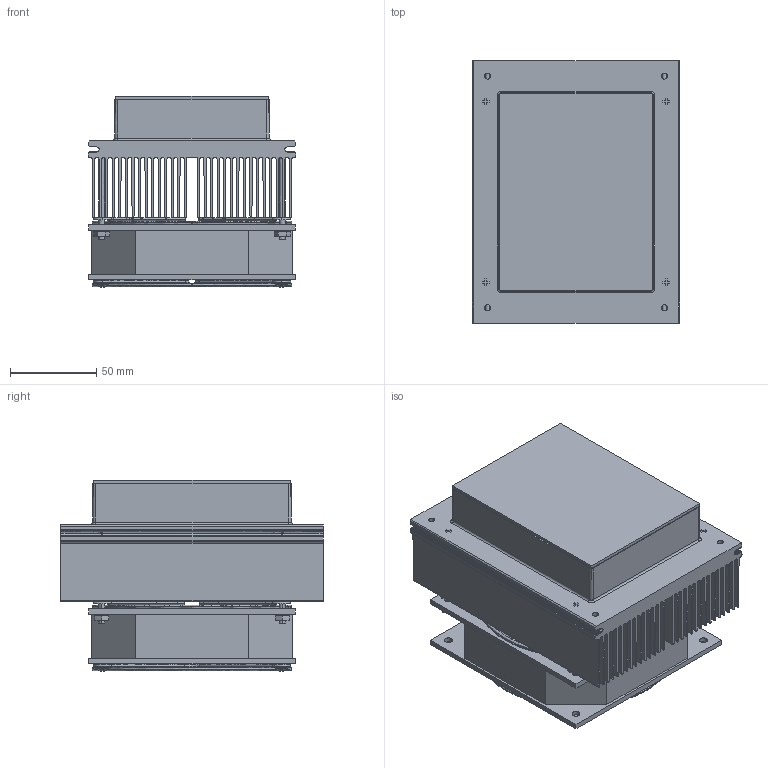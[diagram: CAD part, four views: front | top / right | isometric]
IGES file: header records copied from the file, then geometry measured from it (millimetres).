
Start section: SolidWorks IGES file using analytic representation for surfaces
Global section: file name: ahp-250cp-270cp.IGS; native system: SolidWorks 2016; preprocessor: SolidWorks 2016; author: Afshin; date: 160525.143437; units: inch
Bounding box: 120.55 x 152.4 x 111.26 mm (x, y, z)
Surface area: 453096.1 mm2 (no closed solid volume)
Topology: 0 solids, 0 shells, 526 faces, 7438 edges, 7430 vertices
Faces by surface type: bspline 331, revolution 195
